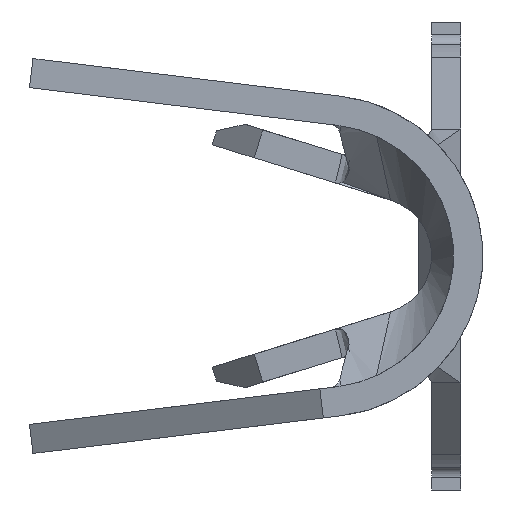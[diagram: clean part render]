
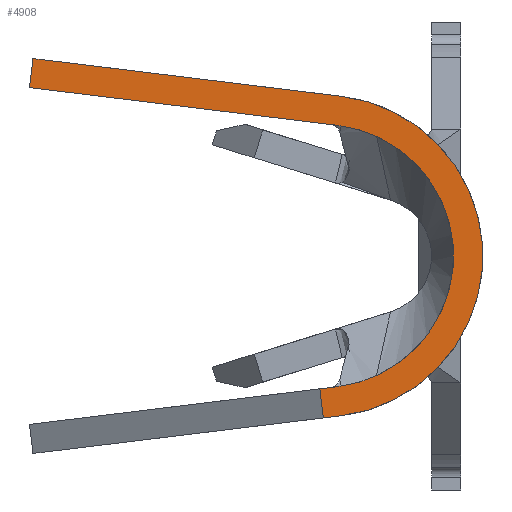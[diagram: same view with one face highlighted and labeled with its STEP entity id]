
A CAD part, left-side view. The second image highlights one B-rep face of the part: STEP entity #4908.
In plain terms, the highlighted planar face has unit normal (-1, 0, 0).
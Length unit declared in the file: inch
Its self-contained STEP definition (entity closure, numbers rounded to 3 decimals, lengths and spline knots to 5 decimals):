
#164 = VERTEX_POINT ( 'NONE', #5713 ) ;
#171 = CARTESIAN_POINT ( 'NONE',  ( -0.535, 0.29257, 0.135 ) ) ;
#216 = FACE_OUTER_BOUND ( 'NONE', #4836, .T. ) ;
#289 = CARTESIAN_POINT ( 'NONE',  ( -0.535, 0.095, 0. ) ) ;
#296 = LINE ( 'NONE', #4391, #2782 ) ;
#835 = DIRECTION ( 'NONE',  ( 0., 0., 1. ) ) ;
#1049 = CIRCLE ( 'NONE', #2767, 0.09 ) ;
#1084 = ORIENTED_EDGE ( 'NONE', *, *, #3910, .T. ) ;
#1099 = ORIENTED_EDGE ( 'NONE', *, *, #1129, .T. ) ;
#1129 = EDGE_CURVE ( 'NONE', #5525, #164, #296, .T. ) ;
#1437 = EDGE_CURVE ( 'NONE', #5904, #1505, #4253, .T. ) ;
#1505 = VERTEX_POINT ( 'NONE', #5597 ) ;
#1690 = EDGE_CURVE ( 'NONE', #2438, #3140, #5872, .T. ) ;
#1716 = DIRECTION ( 'NONE',  ( 0., 0.993, 0.121 ) ) ;
#1753 = ORIENTED_EDGE ( 'NONE', *, *, #6299, .T. ) ;
#2075 = DIRECTION ( 'NONE',  ( 0., -0.121, -0.993 ) ) ;
#2254 = CARTESIAN_POINT ( 'NONE',  ( -0.535, 0.08164, 0.10919 ) ) ;
#2438 = VERTEX_POINT ( 'NONE', #6107 ) ;
#2454 = CARTESIAN_POINT ( 'NONE',  ( -0.535, 0.095, 0. ) ) ;
#2612 = AXIS2_PLACEMENT_3D ( 'NONE', #5932, #5921, #5916 ) ;
#2696 = EDGE_CURVE ( 'NONE', #6122, #2438, #4783, .T. ) ;
#2767 = AXIS2_PLACEMENT_3D ( 'NONE', #2454, #6088, #2989 ) ;
#2782 = VECTOR ( 'NONE', #4580, 39.37008 ) ;
#2989 = DIRECTION ( 'NONE',  ( 0., 0., 1. ) ) ;
#2995 = DIRECTION ( 'NONE',  ( 0., -0.993, -0.121 ) ) ;
#2999 = CARTESIAN_POINT ( 'NONE',  ( -0.535, 0.08407, 0.08933 ) ) ;
#3039 = CARTESIAN_POINT ( 'NONE',  ( -0.535, 0.09405, -0.1107 ) ) ;
#3134 = VECTOR ( 'NONE', #4243, 39.37008 ) ;
#3140 = VERTEX_POINT ( 'NONE', #3806 ) ;
#3166 = CARTESIAN_POINT ( 'NONE',  ( -0.535, 0.09648, -0.09085 ) ) ;
#3303 = LINE ( 'NONE', #4761, #3134 ) ;
#3443 = VECTOR ( 'NONE', #2995, 39.37008 ) ;
#3616 = VECTOR ( 'NONE', #2075, 39.37008 ) ;
#3735 = DIRECTION ( 'NONE',  ( 0., 0.121, -0.993 ) ) ;
#3806 = CARTESIAN_POINT ( 'NONE',  ( -0.535, 0.08407, 0.08933 ) ) ;
#3910 = EDGE_CURVE ( 'NONE', #164, #5652, #5201, .T. ) ;
#3968 = DIRECTION ( 'NONE',  ( -1., 0., 0. ) ) ;
#3974 = EDGE_CURVE ( 'NONE', #5652, #5904, #3303, .T. ) ;
#3976 = AXIS2_PLACEMENT_3D ( 'NONE', #289, #3968, #835 ) ;
#3980 = LINE ( 'NONE', #2254, #6565 ) ;
#4022 = ORIENTED_EDGE ( 'NONE', *, *, #6676, .T. ) ;
#4243 = DIRECTION ( 'NONE',  ( 0., -0.993, 0.121 ) ) ;
#4253 = CIRCLE ( 'NONE', #2612, 0.11 ) ;
#4293 = ORIENTED_EDGE ( 'NONE', *, *, #2696, .T. ) ;
#4391 = CARTESIAN_POINT ( 'NONE',  ( -0.535, 0.08407, -0.08933 ) ) ;
#4580 = DIRECTION ( 'NONE',  ( 0., 0.993, -0.121 ) ) ;
#4689 = CARTESIAN_POINT ( 'NONE',  ( -0.535, 0.08407, -0.08933 ) ) ;
#4761 = CARTESIAN_POINT ( 'NONE',  ( -0.535, 0.08164, -0.10919 ) ) ;
#4783 = LINE ( 'NONE', #4810, #5974 ) ;
#4810 = CARTESIAN_POINT ( 'NONE',  ( -0.535, 0.295, 0.11515 ) ) ;
#4836 = EDGE_LOOP ( 'NONE', ( #1084, #5592, #6025, #4022, #4293, #5348, #1753, #1099 ) ) ;
#4908 = ADVANCED_FACE ( 'NONE', ( #216 ), #5010, .T. ) ;
#5010 = PLANE ( 'NONE',  #3976 ) ;
#5201 = LINE ( 'NONE', #3166, #3616 ) ;
#5348 = ORIENTED_EDGE ( 'NONE', *, *, #1690, .T. ) ;
#5525 = VERTEX_POINT ( 'NONE', #4689 ) ;
#5592 = ORIENTED_EDGE ( 'NONE', *, *, #3974, .T. ) ;
#5597 = CARTESIAN_POINT ( 'NONE',  ( -0.535, 0.08164, 0.10919 ) ) ;
#5652 = VERTEX_POINT ( 'NONE', #3039 ) ;
#5713 = CARTESIAN_POINT ( 'NONE',  ( -0.535, 0.09648, -0.09085 ) ) ;
#5872 = LINE ( 'NONE', #2999, #3443 ) ;
#5904 = VERTEX_POINT ( 'NONE', #6062 ) ;
#5916 = DIRECTION ( 'NONE',  ( 0., 0., 1. ) ) ;
#5921 = DIRECTION ( 'NONE',  ( -1., 0., 0. ) ) ;
#5932 = CARTESIAN_POINT ( 'NONE',  ( -0.535, 0.095, 0. ) ) ;
#5974 = VECTOR ( 'NONE', #3735, 39.37008 ) ;
#6025 = ORIENTED_EDGE ( 'NONE', *, *, #1437, .T. ) ;
#6062 = CARTESIAN_POINT ( 'NONE',  ( -0.535, 0.08164, -0.10919 ) ) ;
#6088 = DIRECTION ( 'NONE',  ( 1., 0., 0. ) ) ;
#6107 = CARTESIAN_POINT ( 'NONE',  ( -0.535, 0.295, 0.11515 ) ) ;
#6122 = VERTEX_POINT ( 'NONE', #171 ) ;
#6299 = EDGE_CURVE ( 'NONE', #3140, #5525, #1049, .T. ) ;
#6565 = VECTOR ( 'NONE', #1716, 39.37008 ) ;
#6676 = EDGE_CURVE ( 'NONE', #1505, #6122, #3980, .T. ) ;
